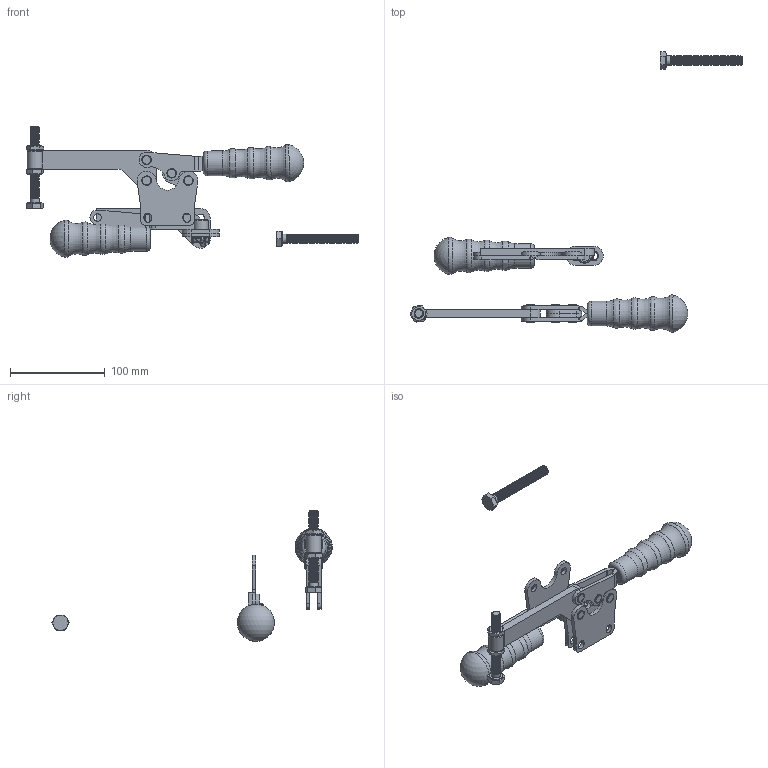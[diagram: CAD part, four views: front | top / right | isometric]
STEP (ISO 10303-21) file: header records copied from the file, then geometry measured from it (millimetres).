
FILE_DESCRIPTION( ( 'Unknown' ), '1' );
FILE_NAME( '140-MR_UPINKA.stp', 'Unknown', ( 'Unknown' ), ( 'Unknown' ), 'PSStep 14.0', 'Unknown', ' ' );
FILE_SCHEMA( ( 'AUTOMOTIVE_DESIGN { 1 0 10303 214 1 1 1 1 }' ) );
Length unit declared in the file: millimetre
Products named in the file (20): Assem1; 140006-M_TAHLO; 140006_TAHLO; 140006_TAHLO-oa0; 820003_POUZDRO 8x8; 820003_POUZDRO 8x8-oa1; 140001_TELO; 140001_TELO-oa2; 721018_NYT 8x18; 721018_NYT 8x18-oa3; 721018_NYT 8x18-oa4; 721018_NYT 8x18-oa5; 940004_RUKOJET 16x8; 140010_UPINACI PAKA; 140002_OVLADACI PAKA L; 140003_OVLADACI PAKA P; 900002_OKO SROUBU; 800006_MATICE M10_DIN4398; 800006_MATICE M10_DIN4398-oa6; 800048_SROUB M10x80-CSN ISO 4017
Bounding box: 350.3 x 295.94 x 137.94 mm (x, y, z)
Volume: 289590.9 mm3; surface area: 130609.4 mm2
Topology: 40 solids, 40 shells, 938 faces, 2052 edges, 1216 vertices
Faces by surface type: cone 290, cylinder 278, plane 234, torus 128, bspline 6, sphere 2
Full cylindrical faces by diameter (mm): 8 x8, 8.02 x6, 8.05 x20, 8.376 x12, 10 x116, 10.1 x12, 10.2 x6, 11 x2, 14.63 x2, 16 x2, 26.044 x2
Entity records: 14497 total; most frequent: DIRECTION 1984, CARTESIAN_POINT 1844, ORIENTED_EDGE 1338, AXIS2_PLACEMENT_3D 889, EDGE_LOOP 804, EDGE_CURVE 669, FACE_OUTER_BOUND 608, VERTEX_POINT 557
